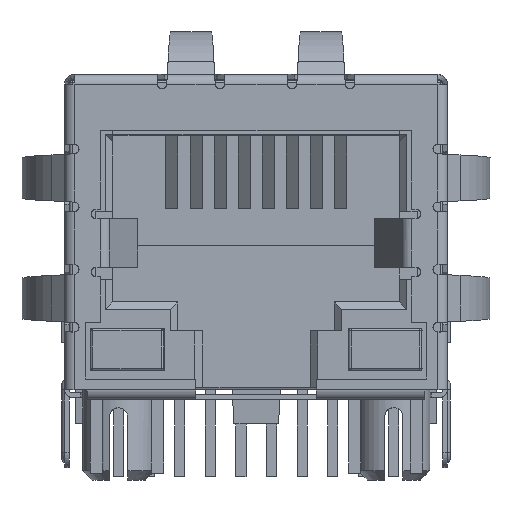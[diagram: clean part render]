
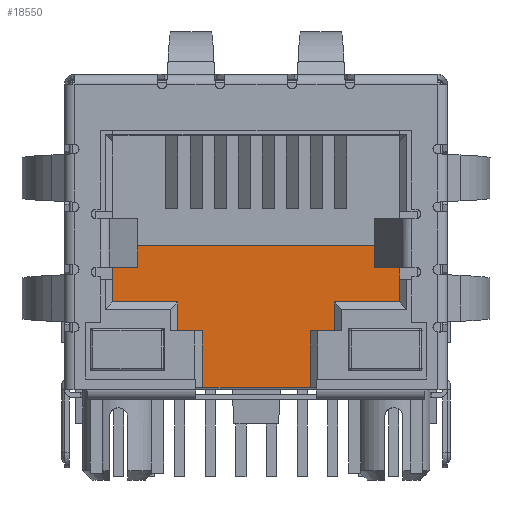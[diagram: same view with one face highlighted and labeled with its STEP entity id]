
A CAD part, front view. The second image highlights one B-rep face of the part: STEP entity #18550.
In plain terms, the highlighted face is planar.
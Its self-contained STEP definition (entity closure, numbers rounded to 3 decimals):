
#2419=ORIENTED_EDGE('',*,*,#7043,.F.);
#2420=ORIENTED_EDGE('',*,*,#7355,.T.);
#2421=ORIENTED_EDGE('',*,*,#7476,.F.);
#2422=ORIENTED_EDGE('',*,*,#7425,.F.);
#2423=ORIENTED_EDGE('',*,*,#7427,.F.);
#2424=ORIENTED_EDGE('',*,*,#7430,.F.);
#2425=ORIENTED_EDGE('',*,*,#7432,.F.);
#2426=ORIENTED_EDGE('',*,*,#7435,.F.);
#2427=ORIENTED_EDGE('',*,*,#7436,.F.);
#2428=ORIENTED_EDGE('',*,*,#7418,.F.);
#2429=ORIENTED_EDGE('',*,*,#7420,.F.);
#2430=ORIENTED_EDGE('',*,*,#7422,.F.);
#2431=ORIENTED_EDGE('',*,*,#7473,.F.);
#2432=ORIENTED_EDGE('',*,*,#7363,.F.);
#7043=EDGE_CURVE('',#9825,#9826,#11609,.T.);
#7355=EDGE_CURVE('',#9825,#10031,#11861,.T.);
#7363=EDGE_CURVE('',#9826,#10038,#11869,.T.);
#7418=EDGE_CURVE('',#10075,#10074,#11924,.T.);
#7420=EDGE_CURVE('',#10076,#10075,#11926,.T.);
#7422=EDGE_CURVE('',#10077,#10076,#11928,.T.);
#7425=EDGE_CURVE('',#10079,#10078,#11931,.T.);
#7427=EDGE_CURVE('',#10080,#10079,#11933,.T.);
#7430=EDGE_CURVE('',#10081,#10080,#11936,.T.);
#7432=EDGE_CURVE('',#10082,#10081,#11938,.T.);
#7435=EDGE_CURVE('',#10083,#10082,#11941,.T.);
#7436=EDGE_CURVE('',#10074,#10083,#11942,.T.);
#7473=EDGE_CURVE('',#10038,#10077,#11972,.T.);
#7476=EDGE_CURVE('',#10078,#10031,#11975,.T.);
#9825=VERTEX_POINT('',#32329);
#9826=VERTEX_POINT('',#32330);
#10031=VERTEX_POINT('',#33053);
#10038=VERTEX_POINT('',#33074);
#10074=VERTEX_POINT('',#33174);
#10075=VERTEX_POINT('',#33177);
#10076=VERTEX_POINT('',#33181);
#10077=VERTEX_POINT('',#33185);
#10078=VERTEX_POINT('',#33189);
#10079=VERTEX_POINT('',#33191);
#10080=VERTEX_POINT('',#33195);
#10081=VERTEX_POINT('',#33200);
#10082=VERTEX_POINT('',#33204);
#10083=VERTEX_POINT('',#33209);
#11609=LINE('',#32328,#13518);
#11861=LINE('',#33057,#13770);
#11869=LINE('',#33073,#13778);
#11924=LINE('',#33178,#13833);
#11926=LINE('',#33182,#13835);
#11928=LINE('',#33186,#13837);
#11931=LINE('',#33192,#13840);
#11933=LINE('',#33196,#13842);
#11936=LINE('',#33201,#13845);
#11938=LINE('',#33205,#13847);
#11941=LINE('',#33210,#13850);
#11942=LINE('',#33212,#13851);
#11972=LINE('',#33280,#13881);
#11975=LINE('',#33285,#13884);
#13518=VECTOR('',#27933,1000.);
#13770=VECTOR('',#28485,1000.);
#13778=VECTOR('',#28497,1000.);
#13833=VECTOR('',#28576,1000.);
#13835=VECTOR('',#28580,1000.);
#13837=VECTOR('',#28584,1000.);
#13840=VECTOR('',#28589,1000.);
#13842=VECTOR('',#28593,1000.);
#13845=VECTOR('',#28598,1000.);
#13847=VECTOR('',#28602,1000.);
#13850=VECTOR('',#28607,1000.);
#13851=VECTOR('',#28610,1000.);
#13881=VECTOR('',#28696,1000.);
#13884=VECTOR('',#28703,1000.);
#15549=EDGE_LOOP('',(#2419,#2420,#2421,#2422,#2423,#2424,#2425,#2426,#2427,
#2428,#2429,#2430,#2431,#2432));
#16695=FACE_BOUND('',#15549,.T.);
#17772=PLANE('',#26755);
#18550=ADVANCED_FACE('',(#16695),#17772,.F.);
#26755=AXIS2_PLACEMENT_3D('',#33316,#28747,#28748);
#27933=DIRECTION('',(0.,-1.,0.));
#28485=DIRECTION('',(0.,0.,1.));
#28497=DIRECTION('',(0.,0.,1.));
#28576=DIRECTION('',(0.,1.,0.));
#28580=DIRECTION('',(0.,0.,1.));
#28584=DIRECTION('',(0.,1.,0.));
#28589=DIRECTION('',(0.,1.,0.));
#28593=DIRECTION('',(0.,0.,-1.));
#28598=DIRECTION('',(0.,1.,0.));
#28602=DIRECTION('',(0.,0.,-1.));
#28607=DIRECTION('',(0.,1.,0.));
#28610=DIRECTION('',(0.,0.,1.));
#28696=DIRECTION('',(0.,0.,1.));
#28703=DIRECTION('',(0.,0.,-1.));
#28747=DIRECTION('',(-1.,0.,0.));
#28748=DIRECTION('',(0.,0.,-1.));
#32328=CARTESIAN_POINT('',(-0.465,5.95,0.425));
#32329=CARTESIAN_POINT('',(-0.465,5.95,0.425));
#32330=CARTESIAN_POINT('',(-0.465,-5.95,0.425));
#33053=CARTESIAN_POINT('',(-0.465,5.95,1.825));
#33057=CARTESIAN_POINT('',(-0.465,5.95,0.));
#33073=CARTESIAN_POINT('',(-0.465,-5.95,0.));
#33074=CARTESIAN_POINT('',(-0.465,-5.95,1.825));
#33174=CARTESIAN_POINT('',(-0.465,-2.25,3.975));
#33177=CARTESIAN_POINT('',(-0.465,-3.25,3.975));
#33178=CARTESIAN_POINT('',(-0.465,-3.25,3.975));
#33181=CARTESIAN_POINT('',(-0.465,-3.25,2.775));
#33182=CARTESIAN_POINT('',(-0.465,-3.25,2.775));
#33185=CARTESIAN_POINT('',(-0.465,-5.95,2.775));
#33186=CARTESIAN_POINT('',(-0.465,-5.95,2.775));
#33189=CARTESIAN_POINT('',(-0.465,5.95,2.775));
#33191=CARTESIAN_POINT('',(-0.465,3.25,2.775));
#33192=CARTESIAN_POINT('',(-0.465,3.25,2.775));
#33195=CARTESIAN_POINT('',(-0.465,3.25,3.975));
#33196=CARTESIAN_POINT('',(-0.465,3.25,3.975));
#33200=CARTESIAN_POINT('',(-0.465,2.25,3.975));
#33201=CARTESIAN_POINT('',(-0.465,2.25,3.975));
#33204=CARTESIAN_POINT('',(-0.465,2.25,6.325));
#33205=CARTESIAN_POINT('',(-0.465,2.25,6.325));
#33209=CARTESIAN_POINT('',(-0.465,-2.25,6.325));
#33210=CARTESIAN_POINT('',(-0.465,-2.25,6.325));
#33212=CARTESIAN_POINT('',(-0.465,-2.25,3.975));
#33280=CARTESIAN_POINT('',(-0.465,-5.95,-3.875));
#33285=CARTESIAN_POINT('',(-0.465,5.95,2.775));
#33316=CARTESIAN_POINT('',(-0.465,0.,0.));
